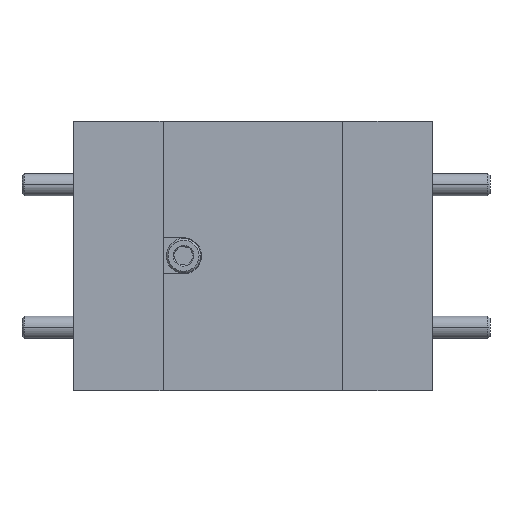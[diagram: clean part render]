
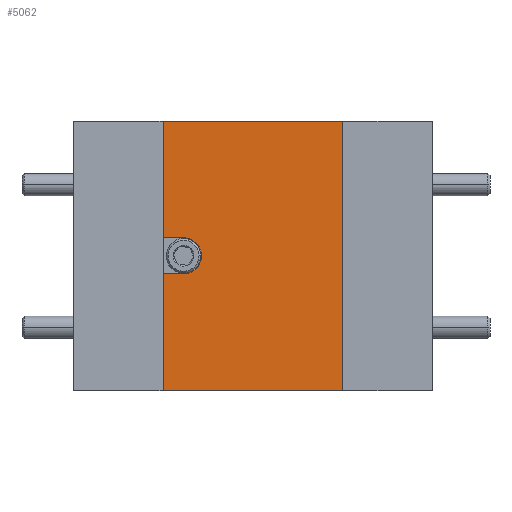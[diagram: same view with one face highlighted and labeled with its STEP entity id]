
A CAD part, top view. The second image highlights one B-rep face of the part: STEP entity #5062.
In plain terms, the highlighted planar face has unit normal (0, 0, 1).
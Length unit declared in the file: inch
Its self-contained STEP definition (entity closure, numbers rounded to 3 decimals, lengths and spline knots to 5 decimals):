
#18 = CARTESIAN_POINT ( 'NONE',  ( 0.55018, 0.32429, 0.65531 ) ) ;
#409 = DIRECTION ( 'NONE',  ( 0., -1., 0. ) ) ;
#449 = VERTEX_POINT ( 'NONE', #10684 ) ;
#833 = EDGE_CURVE ( 'NONE', #6695, #9471, #14575, .T. ) ;
#1486 = CARTESIAN_POINT ( 'NONE',  ( 1.05018, 0.32429, 0.65531 ) ) ;
#1596 = LINE ( 'NONE', #8929, #10310 ) ;
#1998 = DIRECTION ( 'NONE',  ( -1., 0., 0. ) ) ;
#2238 = LINE ( 'NONE', #9594, #4920 ) ;
#2416 = EDGE_CURVE ( 'NONE', #449, #13698, #1596, .T. ) ;
#2431 = VERTEX_POINT ( 'NONE', #3404 ) ;
#2599 = CARTESIAN_POINT ( 'NONE',  ( 1.05018, -0.42571, 0.65531 ) ) ;
#2733 = DIRECTION ( 'NONE',  ( 0., -1., 0. ) ) ;
#2828 = CARTESIAN_POINT ( 'NONE',  ( 1.05018, -0.42571, 0.65531 ) ) ;
#2848 = ORIENTED_EDGE ( 'NONE', *, *, #10247, .T. ) ;
#2898 = CARTESIAN_POINT ( 'NONE',  ( 0.55018, 0.32429, 0.65531 ) ) ;
#2957 = VERTEX_POINT ( 'NONE', #2828 ) ;
#3002 = ORIENTED_EDGE ( 'NONE', *, *, #11306, .F. ) ;
#3250 = DIRECTION ( 'NONE',  ( 1., 0., 0. ) ) ;
#3404 = CARTESIAN_POINT ( 'NONE',  ( 0.60318, -0.00087, 0.65531 ) ) ;
#3492 = DIRECTION ( 'NONE',  ( 1., 0., 0. ) ) ;
#3602 = CARTESIAN_POINT ( 'NONE',  ( 0.55018, -0.00087, 0.65531 ) ) ;
#3794 = DIRECTION ( 'NONE',  ( -1., 0., 0. ) ) ;
#4297 = CARTESIAN_POINT ( 'NONE',  ( 0.60718, -0.05071, 0.65531 ) ) ;
#4920 = VECTOR ( 'NONE', #10676, 39.37008 ) ;
#5062 = ADVANCED_FACE ( 'NONE', ( #8666 ), #9960, .F. ) ;
#5194 = VECTOR ( 'NONE', #12889, 39.37008 ) ;
#5775 = EDGE_LOOP ( 'NONE', ( #2848, #8351, #3002, #9587, #6126, #7315, #7843, #7222 ) ) ;
#5902 = CIRCLE ( 'NONE', #10754, 0.05 ) ;
#6126 = ORIENTED_EDGE ( 'NONE', *, *, #7119, .T. ) ;
#6695 = VERTEX_POINT ( 'NONE', #9768 ) ;
#7001 = EDGE_CURVE ( 'NONE', #2957, #9098, #7449, .T. ) ;
#7119 = EDGE_CURVE ( 'NONE', #449, #9098, #14677, .T. ) ;
#7222 = ORIENTED_EDGE ( 'NONE', *, *, #833, .T. ) ;
#7315 = ORIENTED_EDGE ( 'NONE', *, *, #7001, .F. ) ;
#7449 = LINE ( 'NONE', #2599, #8675 ) ;
#7539 = CARTESIAN_POINT ( 'NONE',  ( 0.60318, -0.10055, 0.65531 ) ) ;
#7654 = DIRECTION ( 'NONE',  ( 0., 0., 1. ) ) ;
#7656 = CARTESIAN_POINT ( 'NONE',  ( 1.05018, 0.32429, 0.65531 ) ) ;
#7705 = EDGE_CURVE ( 'NONE', #6695, #2957, #2238, .T. ) ;
#7843 = ORIENTED_EDGE ( 'NONE', *, *, #7705, .F. ) ;
#8351 = ORIENTED_EDGE ( 'NONE', *, *, #9399, .F. ) ;
#8413 = VECTOR ( 'NONE', #2733, 39.37008 ) ;
#8666 = FACE_OUTER_BOUND ( 'NONE', #5775, .T. ) ;
#8675 = VECTOR ( 'NONE', #3794, 39.37008 ) ;
#8776 = VECTOR ( 'NONE', #11245, 39.37008 ) ;
#8929 = CARTESIAN_POINT ( 'NONE',  ( 0.60318, -0.10055, 0.65531 ) ) ;
#9098 = VERTEX_POINT ( 'NONE', #14244 ) ;
#9399 = EDGE_CURVE ( 'NONE', #2431, #10963, #10198, .T. ) ;
#9471 = VERTEX_POINT ( 'NONE', #18 ) ;
#9587 = ORIENTED_EDGE ( 'NONE', *, *, #2416, .F. ) ;
#9594 = CARTESIAN_POINT ( 'NONE',  ( 1.05018, 0.32429, 0.65531 ) ) ;
#9768 = CARTESIAN_POINT ( 'NONE',  ( 1.05018, 0.32429, 0.65531 ) ) ;
#9960 = PLANE ( 'NONE',  #12590 ) ;
#10198 = LINE ( 'NONE', #10319, #8776 ) ;
#10247 = EDGE_CURVE ( 'NONE', #9471, #10963, #11764, .T. ) ;
#10310 = VECTOR ( 'NONE', #3492, 39.37008 ) ;
#10319 = CARTESIAN_POINT ( 'NONE',  ( 0.60318, -0.00087, 0.65531 ) ) ;
#10676 = DIRECTION ( 'NONE',  ( 0., -1., 0. ) ) ;
#10684 = CARTESIAN_POINT ( 'NONE',  ( 0.55018, -0.10055, 0.65531 ) ) ;
#10754 = AXIS2_PLACEMENT_3D ( 'NONE', #4297, #7654, #1998 ) ;
#10963 = VERTEX_POINT ( 'NONE', #3602 ) ;
#11132 = DIRECTION ( 'NONE',  ( 0., 0., -1. ) ) ;
#11142 = VECTOR ( 'NONE', #409, 39.37008 ) ;
#11245 = DIRECTION ( 'NONE',  ( -1., 0., 0. ) ) ;
#11306 = EDGE_CURVE ( 'NONE', #13698, #2431, #5902, .T. ) ;
#11764 = LINE ( 'NONE', #13147, #8413 ) ;
#12590 = AXIS2_PLACEMENT_3D ( 'NONE', #7656, #11132, #3250 ) ;
#12889 = DIRECTION ( 'NONE',  ( -1., 0., 0. ) ) ;
#13147 = CARTESIAN_POINT ( 'NONE',  ( 0.55018, 0.32429, 0.65531 ) ) ;
#13698 = VERTEX_POINT ( 'NONE', #7539 ) ;
#14244 = CARTESIAN_POINT ( 'NONE',  ( 0.55018, -0.42571, 0.65531 ) ) ;
#14575 = LINE ( 'NONE', #1486, #5194 ) ;
#14677 = LINE ( 'NONE', #2898, #11142 ) ;
